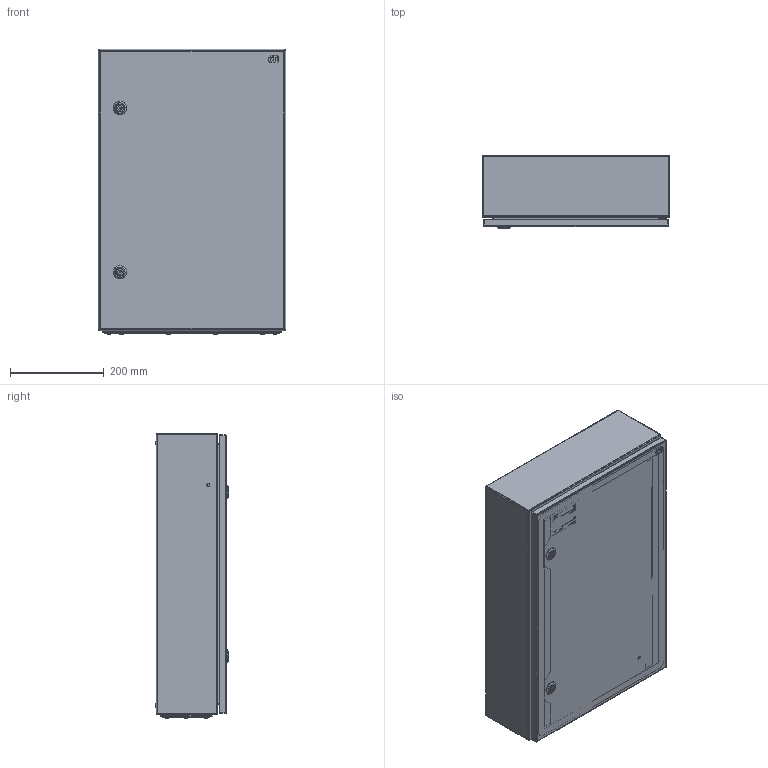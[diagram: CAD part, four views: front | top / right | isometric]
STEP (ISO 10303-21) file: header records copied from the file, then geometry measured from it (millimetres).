
FILE_DESCRIPTION((''),'2;1');
FILE_NAME('GT_60_40_15_ASM','2021-11-04T',('marketing.praksa'),('Audax d.o.o.'),'CREO PARAMETRIC BY PTC INC, 2017480','CREO PARAMETRIC BY PTC INC, 2017480','');
FILE_SCHEMA(('AUTOMOTIVE_DESIGN { 1 0 10303 214 1 1 1 1 }'));
Products named in the file (45): KOR_GT_60-40-15_1; PRZEPUST_1_2_3_4_5_6_1; ZAWIAS_1_2_3_4_5_6_1; TULEJA_1_2_3_4_5_6_1; PLYTA_1_2_3_4_5_6_1; NAKRETKA_M8_1_2_3_4_5_6_1; ZASLEPKA_10_7_1_2_3_4_5_6_1; DRZWI_1_2_3_4_5_6_7_8_9_10_1__1; DRZWI_1_2_3_4_5_6_7_8_9_10_1__2; ZAWIAS_3_ST47_002_ELEMENT-43942; ZAWIAS_3_ST47_002_ELEMENT-43943; DRZWI_1_2_3_4_5_6_7_8_9_10_1__3; DRZWI_1_2_3_4_5_6_7_8_9_10_1__4; DRZWI_1_2_3_4_5_6_7_8_9_10_1__5; 1_EB_1000-U6_H__KORPUS-43947_1; 1_EB_1000-U6_H__WK_ADKA-43948_1; 1_EB_1000-U6_H__SRUBA-43949_1; DRZWI_1_2_3_4_5_6_7_8_9_10_1__6; 1_EB_1000-U6_H__NAKR_TKA-43951_; DRZWI_1_2_3_4_5_6_7_8_9_10_1__7; 1_EB_1000-U6_H__KORPUS-43953_1; 1_EB_1000-U6_H__WK_ADKA-43954_1; 1_EB_1000-U6_H__SRUBA-43955_1; DRZWI_1_2_3_4_5_6_7_8_9_10_1__8; 1_EB_1000-U6_H__NAKR_TKA-43957_; DRZWI_1_2_3_4_5_6_7_8_9_10_1__9; DRZWI_1_2_3_4_5_6_7_8_9_10_1_10; DRZWI_1_2_3_4_5_6_7_8_9_10_1_11; ANSI_B27_7M_3CMI-4-43961_1; ANSI_B27_7M_3CMI-4-43962_1; DRZWI_1_2_3_4_5_6_7_8_9_10_1_14; ETI_LOGO_1_1_1_1_1_2_3_4_5_6_7_; ETI_LOGO_2_1_1_1_1_2_3_4_5_6_7_; ETI_LOGO_3_1_1_1_1_2_3_4_5_6_7_; PRT0055_1_1; PRT0055_1_2; PRT0055_1_3; PRT0055_1_4; PRT0055_1_5; PRT0055_1_6 ...
Assembly tree (54 placements, depth 2):
  GT_60_40_15_ASM
    KOR_GT_60-40-15_1
    PRZEPUST_1_2_3_4_5_6_1
    ZAWIAS_1_2_3_4_5_6_1  x2
    TULEJA_1_2_3_4_5_6_1  x4
    PLYTA_1_2_3_4_5_6_1
    NAKRETKA_M8_1_2_3_4_5_6_1  x4
    ZASLEPKA_10_7_1_2_3_4_5_6_1  x4
    DRZWI_1_2_3_4_5_6_7_8_9_10_1__1
    DRZWI_1_2_3_4_5_6_7_8_9_10_1__2
    ZAWIAS_3_ST47_002_ELEMENT-43942
    ZAWIAS_3_ST47_002_ELEMENT-43943
    DRZWI_1_2_3_4_5_6_7_8_9_10_1__3
    DRZWI_1_2_3_4_5_6_7_8_9_10_1__4
    DRZWI_1_2_3_4_5_6_7_8_9_10_1__5
    1_EB_1000-U6_H__KORPUS-43947_1
    1_EB_1000-U6_H__WK_ADKA-43948_1
    1_EB_1000-U6_H__SRUBA-43949_1
    DRZWI_1_2_3_4_5_6_7_8_9_10_1__6
    1_EB_1000-U6_H__NAKR_TKA-43951_
    DRZWI_1_2_3_4_5_6_7_8_9_10_1__7
    1_EB_1000-U6_H__KORPUS-43953_1
    1_EB_1000-U6_H__WK_ADKA-43954_1
    1_EB_1000-U6_H__SRUBA-43955_1
    DRZWI_1_2_3_4_5_6_7_8_9_10_1__8
    1_EB_1000-U6_H__NAKR_TKA-43957_
    DRZWI_1_2_3_4_5_6_7_8_9_10_1__9
    DRZWI_1_2_3_4_5_6_7_8_9_10_1_10
    DRZWI_1_2_3_4_5_6_7_8_9_10_1_11
    ANSI_B27_7M_3CMI-4-43961_1
    ANSI_B27_7M_3CMI-4-43962_1
    DRZWI_1_2_3_4_5_6_7_8_9_10_1_14
    ETI_LOGO_1_1_1_1_1_2_3_4_5_6_7_
    ETI_LOGO_2_1_1_1_1_2_3_4_5_6_7_
    ETI_LOGO_3_1_1_1_1_2_3_4_5_6_7_
    PRT0055_1_1
    PRT0055_1_2
    PRT0055_1_3
    PRT0055_1_4
    PRT0055_1_5
    PRT0055_1_6
    PRT0055_1_7
    PRT0055_1_8
    PRT0055_1_9
    PRT0055_1_10
Bounding box: 400 x 156.12 x 607.94 mm (x, y, z)
Volume: 1748293.6 mm3; surface area: 2336847 mm2
Topology: 54 solids, 54 shells, 2930 faces, 8057 edges, 5355 vertices
Faces by surface type: plane 1295, cylinder 1063, torus 156, extrusion 136, cone 134, bspline 94, sphere 52
Entity records: 105375 total; most frequent: CARTESIAN_POINT 21040, DIRECTION 12747, ORIENTED_EDGE 12614, PRESENTATION_STYLE_ASSIGNMENT 6351, STYLED_ITEM 6351, EDGE_CURVE 6307, CURVE_STYLE 5811, AXIS2_PLACEMENT_3D 4691
